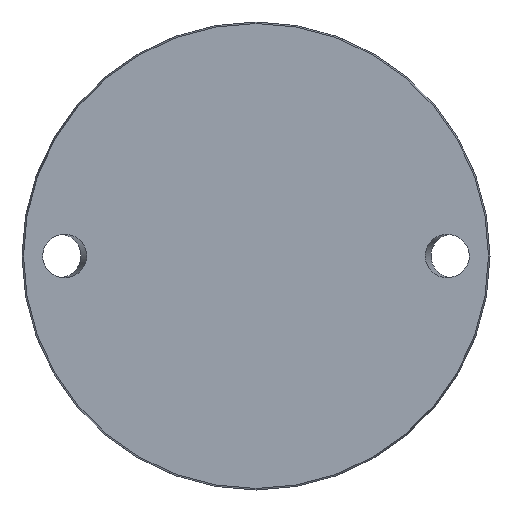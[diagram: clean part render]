
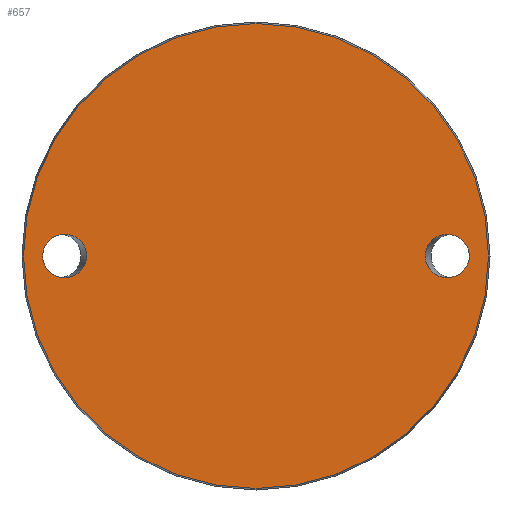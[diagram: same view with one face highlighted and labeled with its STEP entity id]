
A CAD part, front view. The second image highlights one B-rep face of the part: STEP entity #657.
In plain terms, the highlighted planar face has unit normal (0, -1, 0).
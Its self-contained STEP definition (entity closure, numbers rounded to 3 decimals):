
#3 = CARTESIAN_POINT ( 'NONE',  ( 64.385, 0., 0. ) ) ;
#28 = CARTESIAN_POINT ( 'NONE',  ( -81.115, 0., 0. ) ) ;
#32 = VERTEX_POINT ( 'NONE', #107 ) ;
#44 = VERTEX_POINT ( 'NONE', #255 ) ;
#71 = AXIS2_PLACEMENT_3D ( 'NONE', #501, #272, #812 ) ;
#107 = CARTESIAN_POINT ( 'NONE',  ( 64.385, 0., 0. ) ) ;
#122 = CARTESIAN_POINT ( 'NONE',  ( -64.385, 0., -16.5 ) ) ;
#139 = EDGE_CURVE ( 'NONE', #32, #32, #339, .T. ) ;
#222 = DIRECTION ( 'NONE',  ( 0., 0., -1. ) ) ;
#239 = CARTESIAN_POINT ( 'NONE',  ( 64.385, 0., 16.5 ) ) ;
#255 = CARTESIAN_POINT ( 'NONE',  ( 0., 0., -88.425 ) ) ;
#272 = DIRECTION ( 'NONE',  ( 0., 1., 0. ) ) ;
#304 = EDGE_LOOP ( 'NONE', ( #328 ) ) ;
#315 = CARTESIAN_POINT ( 'NONE',  ( 81.115, 0., -16.5 ) ) ;
#328 = ORIENTED_EDGE ( 'NONE', *, *, #974, .T. ) ;
#339 =( BOUNDED_CURVE ( )  B_SPLINE_CURVE ( 3, ( #471, #995, #315, #911, #375, #239, #3 ),
 .UNSPECIFIED., .T., .F. ) 
 B_SPLINE_CURVE_WITH_KNOTS ( ( 4, 3, 4 ),
 ( 0., 3.142, 6.283 ),
 .UNSPECIFIED. ) 
 CURVE ( )  GEOMETRIC_REPRESENTATION_ITEM ( )  RATIONAL_B_SPLINE_CURVE ( ( 1., 0.333, 0.333, 1., 0.333, 0.333, 1. ) ) 
 REPRESENTATION_ITEM ( '' )  );
#345 = CARTESIAN_POINT ( 'NONE',  ( -64.385, 0., 0. ) ) ;
#375 = CARTESIAN_POINT ( 'NONE',  ( 81.115, 0., 16.5 ) ) ;
#384 = EDGE_LOOP ( 'NONE', ( #445 ) ) ;
#395 = ORIENTED_EDGE ( 'NONE', *, *, #139, .F. ) ;
#437 = EDGE_LOOP ( 'NONE', ( #395 ) ) ;
#438 = FACE_BOUND ( 'NONE', #304, .T. ) ;
#445 = ORIENTED_EDGE ( 'NONE', *, *, #895, .T. ) ;
#471 = CARTESIAN_POINT ( 'NONE',  ( 64.385, 0., 0. ) ) ;
#489 = VERTEX_POINT ( 'NONE', #580 ) ;
#501 = CARTESIAN_POINT ( 'NONE',  ( -88.425, 0., 0. ) ) ;
#532 =( BOUNDED_CURVE ( )  B_SPLINE_CURVE ( 3, ( #28, #721, #570, #345, #122, #656, #574 ),
 .UNSPECIFIED., .T., .F. ) 
 B_SPLINE_CURVE_WITH_KNOTS ( ( 4, 3, 4 ),
 ( 0., 3.142, 6.283 ),
 .UNSPECIFIED. ) 
 CURVE ( )  GEOMETRIC_REPRESENTATION_ITEM ( )  RATIONAL_B_SPLINE_CURVE ( ( 1., 0.333, 0.333, 1., 0.333, 0.333, 1. ) ) 
 REPRESENTATION_ITEM ( '' )  );
#570 = CARTESIAN_POINT ( 'NONE',  ( -64.385, 0., 16.5 ) ) ;
#574 = CARTESIAN_POINT ( 'NONE',  ( -81.115, 0., 0. ) ) ;
#580 = CARTESIAN_POINT ( 'NONE',  ( -81.115, 0., 0. ) ) ;
#582 = FACE_BOUND ( 'NONE', #437, .T. ) ;
#656 = CARTESIAN_POINT ( 'NONE',  ( -81.115, 0., -16.5 ) ) ;
#657 = ADVANCED_FACE ( 'NONE', ( #438, #582, #983 ), #888, .F. ) ;
#688 = AXIS2_PLACEMENT_3D ( 'NONE', #945, #843, #222 ) ;
#721 = CARTESIAN_POINT ( 'NONE',  ( -81.115, 0., 16.5 ) ) ;
#812 = DIRECTION ( 'NONE',  ( 0., 0., 1. ) ) ;
#843 = DIRECTION ( 'NONE',  ( 0., -1., 0. ) ) ;
#888 = PLANE ( 'NONE',  #71 ) ;
#895 = EDGE_CURVE ( 'NONE', #44, #44, #991, .T. ) ;
#911 = CARTESIAN_POINT ( 'NONE',  ( 81.115, 0., 0. ) ) ;
#945 = CARTESIAN_POINT ( 'NONE',  ( 0., 0., 0. ) ) ;
#974 = EDGE_CURVE ( 'NONE', #489, #489, #532, .T. ) ;
#983 = FACE_OUTER_BOUND ( 'NONE', #384, .T. ) ;
#991 = CIRCLE ( 'NONE', #688, 88.425 ) ;
#995 = CARTESIAN_POINT ( 'NONE',  ( 64.385, 0., -16.5 ) ) ;
